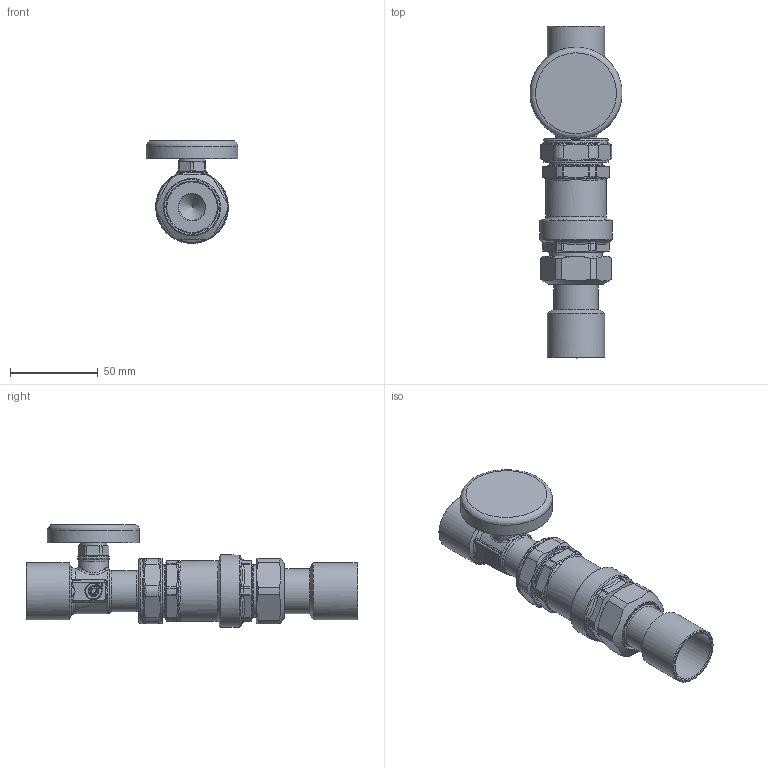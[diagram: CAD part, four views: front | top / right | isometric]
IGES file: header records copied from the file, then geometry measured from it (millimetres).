
Global section: file name: 127168AFC_Simplify_1; native system: Autodesk Inventor 2025; preprocessor: unknown; author: ischreiner; date: 20250724.134044; units: inch
Bounding box: 52.3 x 188.8 x 58.58 mm (x, y, z)
Volume: 102452.3 mm3; surface area: 51114.7 mm2
Topology: 4 solids, 4 shells, 709 faces, 1692 edges, 960 vertices
Faces by surface type: bspline 709
